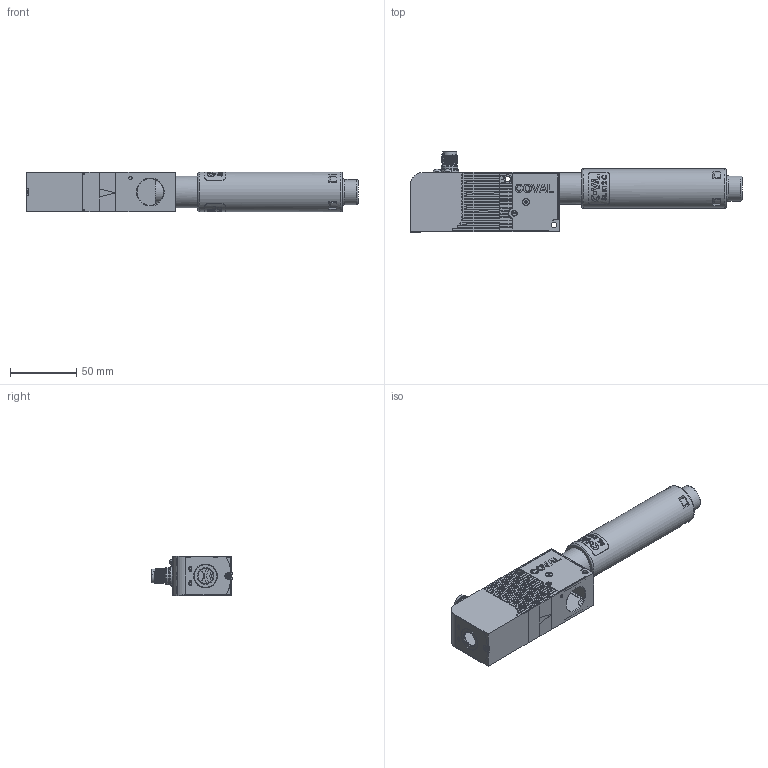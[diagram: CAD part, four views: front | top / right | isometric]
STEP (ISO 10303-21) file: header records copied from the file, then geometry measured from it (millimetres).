
FILE_DESCRIPTION(/* description */ ('Unknown'),/* implementation_level */ '2;1');
FILE_NAME(/* name */ 'GEM90X30SVA',/* time_stamp */ '2018-04-17T14:44:02-04:00',/* author */ ('Unknown'),/* organization */ ('Unknown'),/* preprocessor_version */ 'ST-DEVELOPER v16.7',/* originating_system */ 'DEX',/* authorisation */ $);
FILE_SCHEMA (('AUTOMOTIVE_DESIGN {1 0 10303 214 3 1 1}'));
Length unit declared in the file: millimetre
Products named in the file (1): GEM90X30SVA
Bounding box: 250.94 x 60.54 x 30.05 mm (x, y, z)
Volume: 55802 mm3; surface area: 71188.9 mm2
Topology: 11 solids, 17 shells, 2290 faces, 6216 edges, 4055 vertices
Faces by surface type: plane 1399, cylinder 387, bspline 167, cone 154, torus 123, sphere 60
Full cylindrical faces by diameter (mm): 1.1 x8, 2 x2, 2.129 x2, 2.5 x5, 2.793 x2, 3.4 x4, 3.9 x1, 4 x1, 4.27 x2, 4.4 x6, 4.5 x3, 5 x7, 5.2 x3, 5.9 x1, 7.2 x1, 7.3 x1, 7.9 x1, 8 x1, 8.4 x1, 9 x3, 9.2 x3, 10.5 x2, 11.44 x1, 11.6 x1, 12 x2, 12.4 x1, 12.9 x1, 13.7 x1, 14 x1, 14.1 x1
Entity records: 79789 total; most frequent: CARTESIAN_POINT 23589, ORIENTED_EDGE 12042, DIRECTION 10931, EDGE_CURVE 6021, VERTEX_POINT 4000, LINE 3885, VECTOR 3885, AXIS2_PLACEMENT_3D 3523
